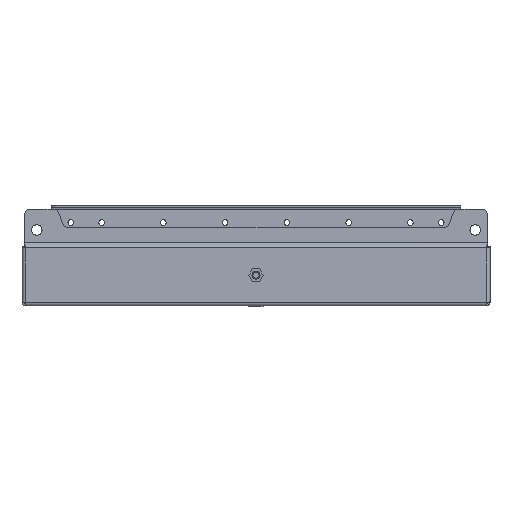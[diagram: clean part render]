
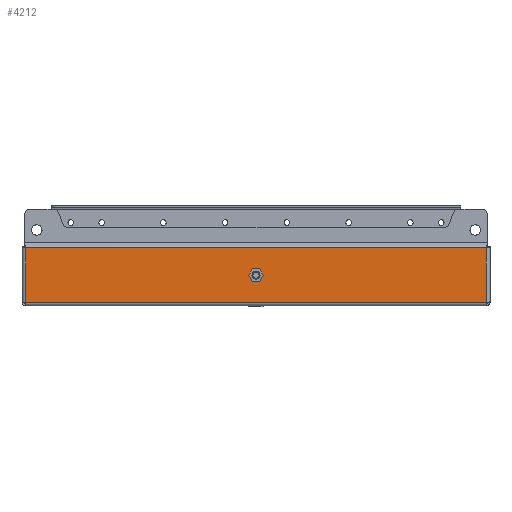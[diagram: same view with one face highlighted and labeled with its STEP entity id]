
A CAD part, front view. The second image highlights one B-rep face of the part: STEP entity #4212.
In plain terms, the highlighted planar face has unit normal (0, -1, 0).
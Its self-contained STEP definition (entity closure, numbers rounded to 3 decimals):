
#7 = CARTESIAN_POINT ( 'NONE',  ( 2.656, -1.5, -4.6 ) ) ;
#456 = VECTOR ( 'NONE', #8255, 1000. ) ;
#489 = EDGE_CURVE ( 'NONE', #10139, #11200, #12187, .T. ) ;
#772 = CARTESIAN_POINT ( 'NONE',  ( -189.5, -1.5, -22. ) ) ;
#843 = EDGE_CURVE ( 'NONE', #7578, #4247, #9851, .T. ) ;
#1111 = DIRECTION ( 'NONE',  ( 0., 0., 1. ) ) ;
#1274 = DIRECTION ( 'NONE',  ( 0., 0., -1. ) ) ;
#1555 = PLANE ( 'NONE',  #2587 ) ;
#1635 = FACE_BOUND ( 'NONE', #3052, .T. ) ;
#1655 = CARTESIAN_POINT ( 'NONE',  ( -2.656, -1.5, 4.6 ) ) ;
#1784 = VECTOR ( 'NONE', #1274, 1000. ) ;
#1831 = ORIENTED_EDGE ( 'NONE', *, *, #5732, .T. ) ;
#1944 = ORIENTED_EDGE ( 'NONE', *, *, #2425, .F. ) ;
#2425 = EDGE_CURVE ( 'NONE', #11200, #12657, #8268, .T. ) ;
#2485 = EDGE_LOOP ( 'NONE', ( #1831, #13534, #13170, #11091 ) ) ;
#2542 = VECTOR ( 'NONE', #7690, 1000. ) ;
#2587 = AXIS2_PLACEMENT_3D ( 'NONE', #8095, #9339, #6136 ) ;
#2638 = ORIENTED_EDGE ( 'NONE', *, *, #12913, .F. ) ;
#2743 = DIRECTION ( 'NONE',  ( -0.5, 0., -0.866 ) ) ;
#3052 = EDGE_LOOP ( 'NONE', ( #5056, #4769, #1944, #13980, #12244, #2638 ) ) ;
#3312 = DIRECTION ( 'NONE',  ( 0.5, 0., -0.866 ) ) ;
#3825 = EDGE_CURVE ( 'NONE', #4284, #11730, #3975, .T. ) ;
#3975 = LINE ( 'NONE', #1655, #10242 ) ;
#4212 = ADVANCED_FACE ( 'NONE', ( #1635, #6074 ), #1555, .T. ) ;
#4247 = VERTEX_POINT ( 'NONE', #8236 ) ;
#4284 = VERTEX_POINT ( 'NONE', #12741 ) ;
#4686 = EDGE_CURVE ( 'NONE', #9019, #10139, #5906, .T. ) ;
#4769 = ORIENTED_EDGE ( 'NONE', *, *, #11756, .F. ) ;
#5056 = ORIENTED_EDGE ( 'NONE', *, *, #3825, .F. ) ;
#5068 = LINE ( 'NONE', #13709, #456 ) ;
#5732 = EDGE_CURVE ( 'NONE', #4247, #8210, #9101, .T. ) ;
#5906 = LINE ( 'NONE', #8156, #10454 ) ;
#5979 = CARTESIAN_POINT ( 'NONE',  ( -5.312, -1.5, 0. ) ) ;
#6074 = FACE_OUTER_BOUND ( 'NONE', #2485, .T. ) ;
#6136 = DIRECTION ( 'NONE',  ( 0., 0., -1. ) ) ;
#6164 = CARTESIAN_POINT ( 'NONE',  ( 5.312, -1.5, 0. ) ) ;
#6222 = VECTOR ( 'NONE', #9365, 1000. ) ;
#6247 = VECTOR ( 'NONE', #7139, 1000. ) ;
#6602 = CARTESIAN_POINT ( 'NONE',  ( 2.656, -1.5, -4.6 ) ) ;
#6751 = VECTOR ( 'NONE', #3312, 1000. ) ;
#7064 = LINE ( 'NONE', #10185, #6247 ) ;
#7139 = DIRECTION ( 'NONE',  ( -1., 0., 0. ) ) ;
#7456 = LINE ( 'NONE', #9924, #6751 ) ;
#7578 = VERTEX_POINT ( 'NONE', #8803 ) ;
#7690 = DIRECTION ( 'NONE',  ( 0.5, 0., 0.866 ) ) ;
#7719 = CARTESIAN_POINT ( 'NONE',  ( 186.5, -1.5, -22. ) ) ;
#7898 = CARTESIAN_POINT ( 'NONE',  ( 2.656, -1.5, 4.6 ) ) ;
#7960 = LINE ( 'NONE', #10144, #1784 ) ;
#8095 = CARTESIAN_POINT ( 'NONE',  ( 0., -1.5, 0. ) ) ;
#8136 = VERTEX_POINT ( 'NONE', #12626 ) ;
#8156 = CARTESIAN_POINT ( 'NONE',  ( -2.656, -1.5, -4.6 ) ) ;
#8210 = VERTEX_POINT ( 'NONE', #12695 ) ;
#8236 = CARTESIAN_POINT ( 'NONE',  ( 186.5, -1.5, -22. ) ) ;
#8255 = DIRECTION ( 'NONE',  ( -1., 0., 0. ) ) ;
#8268 = LINE ( 'NONE', #9216, #6222 ) ;
#8803 = CARTESIAN_POINT ( 'NONE',  ( -186.5, -1.5, -22. ) ) ;
#8819 = VECTOR ( 'NONE', #9786, 1000. ) ;
#9019 = VERTEX_POINT ( 'NONE', #13066 ) ;
#9101 = LINE ( 'NONE', #7719, #13111 ) ;
#9216 = CARTESIAN_POINT ( 'NONE',  ( 5.312, -1.5, 0. ) ) ;
#9339 = DIRECTION ( 'NONE',  ( 0., -1., 0. ) ) ;
#9365 = DIRECTION ( 'NONE',  ( -0.5, 0., 0.866 ) ) ;
#9580 = EDGE_CURVE ( 'NONE', #8136, #7578, #7960, .T. ) ;
#9786 = DIRECTION ( 'NONE',  ( 1., 0., 0. ) ) ;
#9851 = LINE ( 'NONE', #772, #8819 ) ;
#9924 = CARTESIAN_POINT ( 'NONE',  ( -5.312, -1.5, 0. ) ) ;
#10139 = VERTEX_POINT ( 'NONE', #7 ) ;
#10144 = CARTESIAN_POINT ( 'NONE',  ( -186.5, -1.5, 23.146 ) ) ;
#10185 = CARTESIAN_POINT ( 'NONE',  ( 2.656, -1.5, 4.6 ) ) ;
#10242 = VECTOR ( 'NONE', #2743, 1000. ) ;
#10454 = VECTOR ( 'NONE', #13881, 1000. ) ;
#11091 = ORIENTED_EDGE ( 'NONE', *, *, #843, .T. ) ;
#11200 = VERTEX_POINT ( 'NONE', #6164 ) ;
#11597 = EDGE_CURVE ( 'NONE', #8210, #8136, #5068, .T. ) ;
#11730 = VERTEX_POINT ( 'NONE', #5979 ) ;
#11756 = EDGE_CURVE ( 'NONE', #12657, #4284, #7064, .T. ) ;
#12187 = LINE ( 'NONE', #6602, #2542 ) ;
#12244 = ORIENTED_EDGE ( 'NONE', *, *, #4686, .F. ) ;
#12626 = CARTESIAN_POINT ( 'NONE',  ( -186.5, -1.5, 22. ) ) ;
#12657 = VERTEX_POINT ( 'NONE', #7898 ) ;
#12695 = CARTESIAN_POINT ( 'NONE',  ( 186.5, -1.5, 22. ) ) ;
#12741 = CARTESIAN_POINT ( 'NONE',  ( -2.656, -1.5, 4.6 ) ) ;
#12913 = EDGE_CURVE ( 'NONE', #11730, #9019, #7456, .T. ) ;
#13066 = CARTESIAN_POINT ( 'NONE',  ( -2.656, -1.5, -4.6 ) ) ;
#13111 = VECTOR ( 'NONE', #1111, 1000. ) ;
#13170 = ORIENTED_EDGE ( 'NONE', *, *, #9580, .T. ) ;
#13534 = ORIENTED_EDGE ( 'NONE', *, *, #11597, .T. ) ;
#13709 = CARTESIAN_POINT ( 'NONE',  ( 187.646, -1.5, 22. ) ) ;
#13881 = DIRECTION ( 'NONE',  ( 1., 0., 0. ) ) ;
#13980 = ORIENTED_EDGE ( 'NONE', *, *, #489, .F. ) ;
